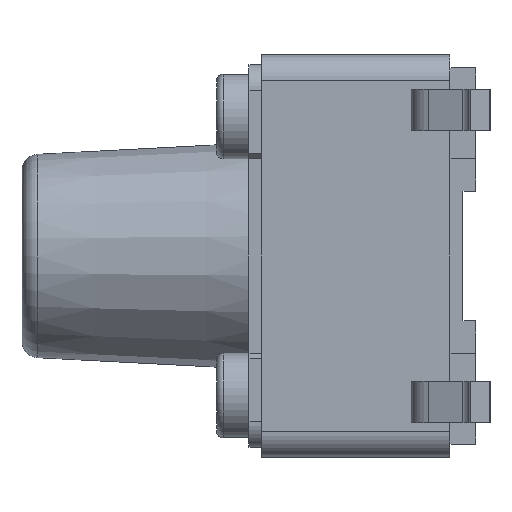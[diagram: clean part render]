
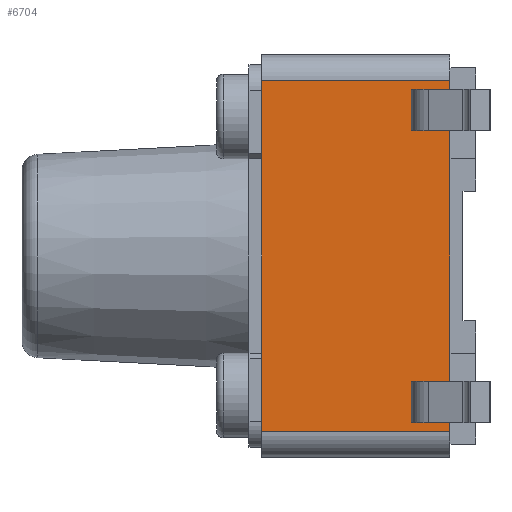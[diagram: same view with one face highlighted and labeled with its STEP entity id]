
A CAD part, left-side view. The second image highlights one B-rep face of the part: STEP entity #6704.
In plain terms, the highlighted planar face has unit normal (-1, 0, 0).
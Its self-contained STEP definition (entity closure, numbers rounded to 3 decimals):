
#512=FACE_OUTER_BOUND('',#884,.T.);
#884=EDGE_LOOP('',(#5059,#5060,#5061,#5062));
#1574=LINE('',#10489,#2201);
#1588=LINE('',#10536,#2215);
#1603=LINE('',#10568,#2230);
#1627=LINE('',#10951,#2254);
#2201=VECTOR('',#8303,900.);
#2215=VECTOR('',#8343,900.);
#2230=VECTOR('',#8364,900.);
#2254=VECTOR('',#8434,900.);
#2854=VERTEX_POINT('',#10486);
#2855=VERTEX_POINT('',#10488);
#2873=VERTEX_POINT('',#10532);
#2875=VERTEX_POINT('',#10535);
#3623=EDGE_CURVE('',#2855,#2854,#1574,.T.);
#3648=EDGE_CURVE('',#2875,#2873,#1588,.T.);
#3665=EDGE_CURVE('',#2875,#2854,#1603,.T.);
#3713=EDGE_CURVE('',#2855,#2873,#1627,.T.);
#5059=ORIENTED_EDGE('',*,*,#3665,.F.);
#5060=ORIENTED_EDGE('',*,*,#3648,.T.);
#5061=ORIENTED_EDGE('',*,*,#3713,.F.);
#5062=ORIENTED_EDGE('',*,*,#3623,.T.);
#6303=PLANE('',#7287);
#6704=ADVANCED_FACE('',(#512),#6303,.F.);
#7287=AXIS2_PLACEMENT_3D('',#10950,#8432,#8433);
#8303=DIRECTION('',(0.,0.,-1.));
#8343=DIRECTION('',(0.,0.,1.));
#8364=DIRECTION('',(0.,1.,0.));
#8432=DIRECTION('center_axis',(1.,0.,0.));
#8433=DIRECTION('ref_axis',(0.,0.,-1.));
#8434=DIRECTION('',(0.,-1.,0.));
#10486=CARTESIAN_POINT('',(-3.001,3.15,-2.43));
#10488=CARTESIAN_POINT('',(-3.001,3.15,2.43));
#10489=CARTESIAN_POINT('',(-3.001,3.15,-2.43));
#10532=CARTESIAN_POINT('',(-3.001,0.54,2.43));
#10535=CARTESIAN_POINT('',(-3.001,0.54,-2.43));
#10536=CARTESIAN_POINT('',(-3.001,0.54,0.));
#10568=CARTESIAN_POINT('',(-3.001,3.202,-2.43));
#10950=CARTESIAN_POINT('Origin',(-3.001,1.845,0.));
#10951=CARTESIAN_POINT('',(-3.001,1.845,2.43));
